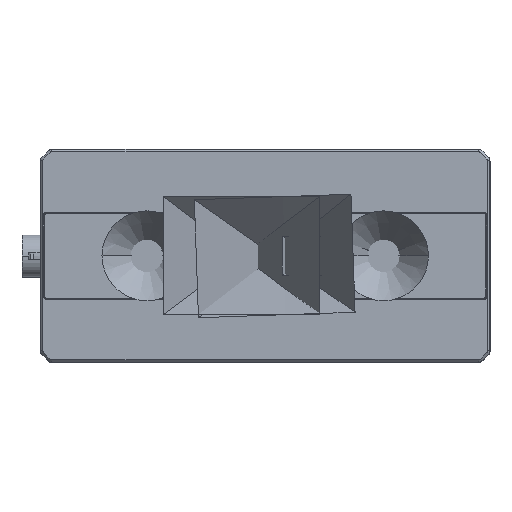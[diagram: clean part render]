
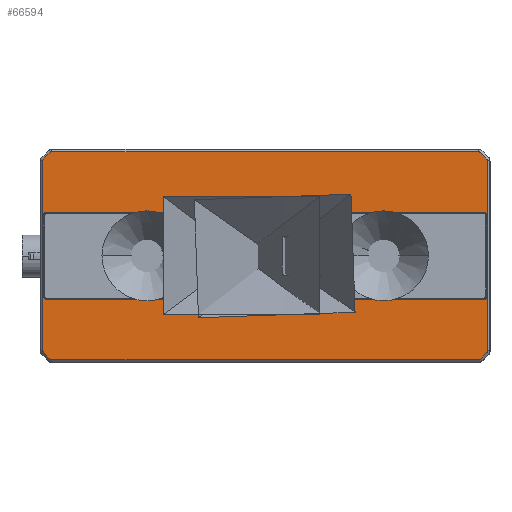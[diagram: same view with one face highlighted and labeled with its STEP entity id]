
A CAD part, top view. The second image highlights one B-rep face of the part: STEP entity #66594.
In plain terms, the highlighted planar face has unit normal (0, 0, 1).
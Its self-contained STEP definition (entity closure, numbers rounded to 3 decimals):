
#16518=CARTESIAN_POINT('',(-45.086,21.5,7.));
#16519=DIRECTION('',(0.,0.,-1.));
#16520=DIRECTION('',(-0.707,0.707,0.));
#16521=AXIS2_PLACEMENT_3D('',#16518,#16519,#16520);
#16523=DIRECTION('',(1.,0.,0.));
#16524=VECTOR('',#16523,90.172);
#16525=CARTESIAN_POINT('',(-45.086,22.,
7.));
#16526=LINE('',#16525,#16524);
#16527=CARTESIAN_POINT('',(45.086,21.5,7.));
#16528=DIRECTION('',(0.,0.,-1.));
#16529=DIRECTION('',(0.,1.,0.));
#16530=AXIS2_PLACEMENT_3D('',#16527,#16528,#16529);
#16532=DIRECTION('',(0.707,-0.707,0.));
#16533=VECTOR('',#16532,2.);
#16534=CARTESIAN_POINT('',(45.439,21.854,7.));
#16535=LINE('',#16534,#16533);
#16536=CARTESIAN_POINT('',(46.5,20.086,7.));
#16537=DIRECTION('',(0.,0.,-1.));
#16538=DIRECTION('',(0.707,0.707,0.));
#16539=AXIS2_PLACEMENT_3D('',#16536,#16537,#16538);
#16541=DIRECTION('',(0.,-1.,0.));
#16542=VECTOR('',#16541,40.172);
#16543=CARTESIAN_POINT('',(47.,20.086,7.));
#16544=LINE('',#16543,#16542);
#16545=CARTESIAN_POINT('',(46.5,-20.086,7.));
#16546=DIRECTION('',(0.,0.,-1.));
#16547=DIRECTION('',(1.,0.,0.));
#16548=AXIS2_PLACEMENT_3D('',#16545,#16546,#16547);
#16550=DIRECTION('',(-0.707,-0.707,0.));
#16551=VECTOR('',#16550,2.);
#16552=CARTESIAN_POINT('',(46.854,-20.439,
7.));
#16553=LINE('',#16552,#16551);
#16554=CARTESIAN_POINT('',(45.086,-21.5,7.));
#16555=DIRECTION('',(0.,0.,-1.));
#16556=DIRECTION('',(0.707,-0.707,0.));
#16557=AXIS2_PLACEMENT_3D('',#16554,#16555,#16556);
#16559=DIRECTION('',(-1.,0.,0.));
#16560=VECTOR('',#16559,90.172);
#16561=CARTESIAN_POINT('',(45.086,-22.,
7.));
#16562=LINE('',#16561,#16560);
#16563=CARTESIAN_POINT('',(-45.086,-21.5,7.));
#16564=DIRECTION('',(0.,0.,-1.));
#16565=DIRECTION('',(0.,-1.,0.));
#16566=AXIS2_PLACEMENT_3D('',#16563,#16564,#16565);
#16568=DIRECTION('',(-0.707,0.707,0.));
#16569=VECTOR('',#16568,2.);
#16570=CARTESIAN_POINT('',(-45.439,-21.854,
7.));
#16571=LINE('',#16570,#16569);
#16572=CARTESIAN_POINT('',(-46.5,-20.086,7.));
#16573=DIRECTION('',(0.,0.,-1.));
#16574=DIRECTION('',(-0.707,-0.707,0.));
#16575=AXIS2_PLACEMENT_3D('',#16572,#16573,#16574);
#16577=DIRECTION('',(0.,1.,0.));
#16578=VECTOR('',#16577,40.172);
#16579=CARTESIAN_POINT('',(-47.,-20.086,
7.));
#16580=LINE('',#16579,#16578);
#16581=CARTESIAN_POINT('',(-46.5,20.086,7.));
#16582=DIRECTION('',(0.,0.,-1.));
#16583=DIRECTION('',(-1.,0.,0.));
#16584=AXIS2_PLACEMENT_3D('',#16581,#16582,#16583);
#16586=DIRECTION('',(0.707,0.707,0.));
#16587=VECTOR('',#16586,2.);
#16588=CARTESIAN_POINT('',(-46.854,20.439,
7.));
#16589=LINE('',#16588,#16587);
#16590=CARTESIAN_POINT('',(-46.2,8.65,7.));
#16591=DIRECTION('',(0.,0.,1.));
#16592=DIRECTION('',(0.,1.,0.));
#16593=AXIS2_PLACEMENT_3D('',#16590,#16591,#16592);
#16595=CARTESIAN_POINT('',(-46.2,-8.65,7.));
#16596=DIRECTION('',(0.,0.,1.));
#16597=DIRECTION('',(-1.,0.,0.));
#16598=AXIS2_PLACEMENT_3D('',#16595,#16596,#16597);
#16600=CARTESIAN_POINT('',(46.2,-8.65,7.));
#16601=DIRECTION('',(0.,0.,1.));
#16602=DIRECTION('',(0.,-1.,0.));
#16603=AXIS2_PLACEMENT_3D('',#16600,#16601,#16602);
#16605=CARTESIAN_POINT('',(46.2,8.65,7.));
#16606=DIRECTION('',(0.,0.,1.));
#16607=DIRECTION('',(1.,0.,0.));
#16608=AXIS2_PLACEMENT_3D('',#16605,#16606,#16607);
#16758=DIRECTION('',(1.,0.,0.));
#16759=VECTOR('',#16758,92.4);
#16760=CARTESIAN_POINT('',(-46.2,9.25,
7.));
#16761=LINE('',#16760,#16759);
#16787=DIRECTION('',(0.,-1.,0.));
#16788=VECTOR('',#16787,17.3);
#16789=CARTESIAN_POINT('',(46.8,8.65,7.));
#16790=LINE('',#16789,#16788);
#16816=DIRECTION('',(-1.,0.,0.));
#16817=VECTOR('',#16816,92.4);
#16818=CARTESIAN_POINT('',(46.2,-9.25,
7.));
#16819=LINE('',#16818,#16817);
#16845=DIRECTION('',(0.,1.,0.));
#16846=VECTOR('',#16845,17.3);
#16847=CARTESIAN_POINT('',(-46.8,-8.65,
7.));
#16848=LINE('',#16847,#16846);
#49125=CARTESIAN_POINT('',(-47.,20.086,7.));
#49126=CARTESIAN_POINT('',(-46.854,20.439,7.));
#49127=VERTEX_POINT('',#49125);
#49128=VERTEX_POINT('',#49126);
#49129=CARTESIAN_POINT('',(-45.439,21.854,7.));
#49130=CARTESIAN_POINT('',(-45.086,22.,7.));
#49131=VERTEX_POINT('',#49129);
#49132=VERTEX_POINT('',#49130);
#49133=CARTESIAN_POINT('',(45.086,22.,7.));
#49134=VERTEX_POINT('',#49133);
#49135=CARTESIAN_POINT('',(45.439,21.854,7.));
#49136=VERTEX_POINT('',#49135);
#49137=CARTESIAN_POINT('',(46.854,20.439,7.));
#49138=VERTEX_POINT('',#49137);
#49139=CARTESIAN_POINT('',(47.,20.086,7.));
#49140=VERTEX_POINT('',#49139);
#49141=CARTESIAN_POINT('',(47.,-20.086,
7.));
#49142=VERTEX_POINT('',#49141);
#49143=CARTESIAN_POINT('',(46.854,-20.439,7.));
#49144=VERTEX_POINT('',#49143);
#49145=CARTESIAN_POINT('',(45.439,-21.854,
7.));
#49146=VERTEX_POINT('',#49145);
#49147=CARTESIAN_POINT('',(45.086,-22.,7.));
#49148=VERTEX_POINT('',#49147);
#49149=CARTESIAN_POINT('',(-45.086,-22.,
7.));
#49150=VERTEX_POINT('',#49149);
#49151=CARTESIAN_POINT('',(-45.439,-21.854,7.));
#49152=VERTEX_POINT('',#49151);
#49153=CARTESIAN_POINT('',(-46.854,-20.439,
7.));
#49154=VERTEX_POINT('',#49153);
#49155=CARTESIAN_POINT('',(-47.,-20.086,7.));
#49156=VERTEX_POINT('',#49155);
#49157=CARTESIAN_POINT('',(-46.2,9.25,7.));
#49158=CARTESIAN_POINT('',(-46.8,8.65,7.));
#49159=VERTEX_POINT('',#49157);
#49160=VERTEX_POINT('',#49158);
#49161=CARTESIAN_POINT('',(-46.8,-8.65,
7.));
#49162=VERTEX_POINT('',#49161);
#49163=CARTESIAN_POINT('',(-46.2,-9.25,7.));
#49164=VERTEX_POINT('',#49163);
#49165=CARTESIAN_POINT('',(46.2,-9.25,
7.));
#49166=VERTEX_POINT('',#49165);
#49167=CARTESIAN_POINT('',(46.8,-8.65,7.));
#49168=VERTEX_POINT('',#49167);
#49169=CARTESIAN_POINT('',(46.8,8.65,7.));
#49170=VERTEX_POINT('',#49169);
#49171=CARTESIAN_POINT('',(46.2,9.25,7.));
#49172=VERTEX_POINT('',#49171);
#66538=CARTESIAN_POINT('',(0.,0.,7.));
#66539=DIRECTION('',(0.,0.,1.));
#66540=DIRECTION('',(1.,0.,0.));
#66541=AXIS2_PLACEMENT_3D('',#66538,#66539,#66540);
#66542=PLANE('',#66541);
#66544=ORIENTED_EDGE('',*,*,#66543,.T.);
#66546=ORIENTED_EDGE('',*,*,#66545,.T.);
#66548=ORIENTED_EDGE('',*,*,#66547,.T.);
#66550=ORIENTED_EDGE('',*,*,#66549,.T.);
#66552=ORIENTED_EDGE('',*,*,#66551,.T.);
#66554=ORIENTED_EDGE('',*,*,#66553,.T.);
#66556=ORIENTED_EDGE('',*,*,#66555,.T.);
#66558=ORIENTED_EDGE('',*,*,#66557,.T.);
#66560=ORIENTED_EDGE('',*,*,#66559,.T.);
#66562=ORIENTED_EDGE('',*,*,#66561,.T.);
#66564=ORIENTED_EDGE('',*,*,#66563,.T.);
#66566=ORIENTED_EDGE('',*,*,#66565,.T.);
#66568=ORIENTED_EDGE('',*,*,#66567,.T.);
#66570=ORIENTED_EDGE('',*,*,#66569,.T.);
#66571=ORIENTED_EDGE('',*,*,#66528,.T.);
#66573=ORIENTED_EDGE('',*,*,#66572,.T.);
#66574=EDGE_LOOP('',(#66544,#66546,#66548,#66550,#66552,#66554,#66556,#66558,
#66560,#66562,#66564,#66566,#66568,#66570,#66571,#66573));
#66575=FACE_OUTER_BOUND('',#66574,.F.);
#66577=ORIENTED_EDGE('',*,*,#66576,.T.);
#66579=ORIENTED_EDGE('',*,*,#66578,.F.);
#66581=ORIENTED_EDGE('',*,*,#66580,.T.);
#66583=ORIENTED_EDGE('',*,*,#66582,.F.);
#66585=ORIENTED_EDGE('',*,*,#66584,.T.);
#66587=ORIENTED_EDGE('',*,*,#66586,.F.);
#66589=ORIENTED_EDGE('',*,*,#66588,.T.);
#66591=ORIENTED_EDGE('',*,*,#66590,.F.);
#66592=EDGE_LOOP('',(#66577,#66579,#66581,#66583,#66585,#66587,#66589,#66591));
#66593=FACE_BOUND('',#66592,.F.);
#66594=ADVANCED_FACE('',(#66575,#66593),#66542,.T.);
#16522=CIRCLE('',#16521,0.5);
#16531=CIRCLE('',#16530,0.5);
#16540=CIRCLE('',#16539,0.5);
#16549=CIRCLE('',#16548,0.5);
#16558=CIRCLE('',#16557,0.5);
#16567=CIRCLE('',#16566,0.5);
#16576=CIRCLE('',#16575,0.5);
#16585=CIRCLE('',#16584,0.5);
#16594=CIRCLE('',#16593,0.6);
#16599=CIRCLE('',#16598,0.6);
#16604=CIRCLE('',#16603,0.6);
#16609=CIRCLE('',#16608,0.6);
#66528=EDGE_CURVE('',#49127,#49128,#16585,.T.);
#66543=EDGE_CURVE('',#49131,#49132,#16522,.T.);
#66545=EDGE_CURVE('',#49132,#49134,#16526,.T.);
#66547=EDGE_CURVE('',#49134,#49136,#16531,.T.);
#66549=EDGE_CURVE('',#49136,#49138,#16535,.T.);
#66551=EDGE_CURVE('',#49138,#49140,#16540,.T.);
#66553=EDGE_CURVE('',#49140,#49142,#16544,.T.);
#66555=EDGE_CURVE('',#49142,#49144,#16549,.T.);
#66557=EDGE_CURVE('',#49144,#49146,#16553,.T.);
#66559=EDGE_CURVE('',#49146,#49148,#16558,.T.);
#66561=EDGE_CURVE('',#49148,#49150,#16562,.T.);
#66563=EDGE_CURVE('',#49150,#49152,#16567,.T.);
#66565=EDGE_CURVE('',#49152,#49154,#16571,.T.);
#66567=EDGE_CURVE('',#49154,#49156,#16576,.T.);
#66569=EDGE_CURVE('',#49156,#49127,#16580,.T.);
#66572=EDGE_CURVE('',#49128,#49131,#16589,.T.);
#66576=EDGE_CURVE('',#49159,#49160,#16594,.T.);
#66578=EDGE_CURVE('',#49162,#49160,#16848,.T.);
#66580=EDGE_CURVE('',#49162,#49164,#16599,.T.);
#66582=EDGE_CURVE('',#49166,#49164,#16819,.T.);
#66584=EDGE_CURVE('',#49166,#49168,#16604,.T.);
#66586=EDGE_CURVE('',#49170,#49168,#16790,.T.);
#66588=EDGE_CURVE('',#49170,#49172,#16609,.T.);
#66590=EDGE_CURVE('',#49159,#49172,#16761,.T.);
